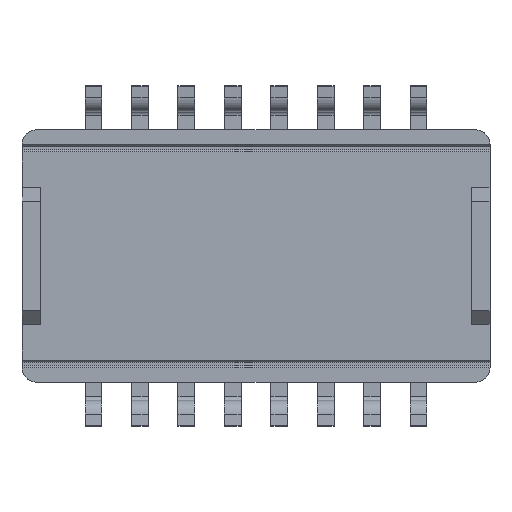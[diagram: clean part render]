
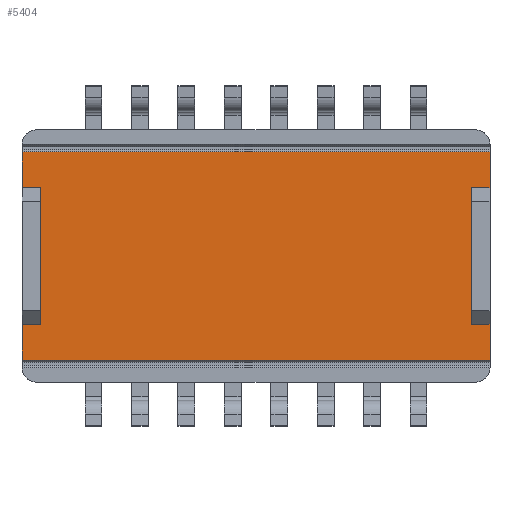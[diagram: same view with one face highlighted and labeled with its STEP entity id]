
A CAD part, front view. The second image highlights one B-rep face of the part: STEP entity #5404.
In plain terms, the highlighted planar face has unit normal (0, -1, 0).
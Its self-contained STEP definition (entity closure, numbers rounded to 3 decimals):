
#302 = DIRECTION ( 'NONE',  ( 0., 0., 1. ) ) ;
#314 = CARTESIAN_POINT ( 'NONE',  ( 6.4, 1.18, 1.873 ) ) ;
#453 = VECTOR ( 'NONE', #5333, 1000. ) ;
#533 = VERTEX_POINT ( 'NONE', #1222 ) ;
#701 = CARTESIAN_POINT ( 'NONE',  ( -6.4, 1.18, -1.873 ) ) ;
#829 = DIRECTION ( 'NONE',  ( 1., 0., 0. ) ) ;
#954 = PLANE ( 'NONE',  #1504 ) ;
#995 = FACE_OUTER_BOUND ( 'NONE', #2719, .T. ) ;
#1011 = EDGE_CURVE ( 'NONE', #6791, #5115, #2707, .T. ) ;
#1040 = DIRECTION ( 'NONE',  ( 0., 0., 1. ) ) ;
#1217 = CARTESIAN_POINT ( 'NONE',  ( -6.4, 1.18, 1.873 ) ) ;
#1218 = CARTESIAN_POINT ( 'NONE',  ( -6.4, 1.18, 2.85 ) ) ;
#1222 = CARTESIAN_POINT ( 'NONE',  ( 6.4, 1.18, -2.85 ) ) ;
#1378 = VECTOR ( 'NONE', #8379, 1000. ) ;
#1400 = CARTESIAN_POINT ( 'NONE',  ( 6.4, 1.18, 2.85 ) ) ;
#1502 = LINE ( 'NONE', #1217, #3236 ) ;
#1504 = AXIS2_PLACEMENT_3D ( 'NONE', #6893, #8169, #1040 ) ;
#1538 = EDGE_CURVE ( 'NONE', #533, #7294, #3336, .T. ) ;
#1594 = ORIENTED_EDGE ( 'NONE', *, *, #1011, .T. ) ;
#1650 = CARTESIAN_POINT ( 'NONE',  ( -6.4, 1.18, 2.85 ) ) ;
#1687 = CARTESIAN_POINT ( 'NONE',  ( -6.4, 1.18, -2.85 ) ) ;
#1730 = DIRECTION ( 'NONE',  ( 1., 0., 0. ) ) ;
#1848 = CARTESIAN_POINT ( 'NONE',  ( -5.9, 1.18, -2.85 ) ) ;
#1891 = VERTEX_POINT ( 'NONE', #8345 ) ;
#2073 = ORIENTED_EDGE ( 'NONE', *, *, #6138, .T. ) ;
#2145 = LINE ( 'NONE', #6088, #453 ) ;
#2152 = VERTEX_POINT ( 'NONE', #3443 ) ;
#2307 = EDGE_CURVE ( 'NONE', #3043, #5115, #5154, .T. ) ;
#2489 = LINE ( 'NONE', #1687, #3537 ) ;
#2707 = LINE ( 'NONE', #7656, #4990 ) ;
#2719 = EDGE_LOOP ( 'NONE', ( #4511, #6567, #7580, #5011, #2073, #4405, #7589, #3203, #5346, #1594, #7981, #6150 ) ) ;
#2860 = CARTESIAN_POINT ( 'NONE',  ( -6.4, 1.18, 2.85 ) ) ;
#2882 = LINE ( 'NONE', #7525, #6269 ) ;
#3043 = VERTEX_POINT ( 'NONE', #1218 ) ;
#3059 = EDGE_CURVE ( 'NONE', #2152, #7294, #8076, .T. ) ;
#3115 = LINE ( 'NONE', #1848, #1378 ) ;
#3139 = DIRECTION ( 'NONE',  ( 1., 0., 0. ) ) ;
#3203 = ORIENTED_EDGE ( 'NONE', *, *, #7508, .T. ) ;
#3236 = VECTOR ( 'NONE', #6357, 1000. ) ;
#3336 = LINE ( 'NONE', #6106, #4875 ) ;
#3443 = CARTESIAN_POINT ( 'NONE',  ( 5.9, 1.18, -1.873 ) ) ;
#3475 = CARTESIAN_POINT ( 'NONE',  ( -6.4, 1.18, -2.85 ) ) ;
#3537 = VECTOR ( 'NONE', #5522, 1000. ) ;
#3572 = VERTEX_POINT ( 'NONE', #8400 ) ;
#3761 = CARTESIAN_POINT ( 'NONE',  ( 5.9, 1.18, 1.873 ) ) ;
#4050 = CARTESIAN_POINT ( 'NONE',  ( 6.4, 1.18, -1.873 ) ) ;
#4303 = CARTESIAN_POINT ( 'NONE',  ( -6.4, 1.18, -2.85 ) ) ;
#4405 = ORIENTED_EDGE ( 'NONE', *, *, #1538, .T. ) ;
#4408 = DIRECTION ( 'NONE',  ( 0., 0., 1. ) ) ;
#4511 = ORIENTED_EDGE ( 'NONE', *, *, #5040, .T. ) ;
#4529 = VERTEX_POINT ( 'NONE', #6529 ) ;
#4565 = DIRECTION ( 'NONE',  ( 1., 0., 0. ) ) ;
#4875 = VECTOR ( 'NONE', #7416, 1000. ) ;
#4990 = VECTOR ( 'NONE', #4408, 1000. ) ;
#5011 = ORIENTED_EDGE ( 'NONE', *, *, #5392, .F. ) ;
#5039 = VECTOR ( 'NONE', #3139, 1000. ) ;
#5040 = EDGE_CURVE ( 'NONE', #1891, #4529, #1502, .T. ) ;
#5115 = VERTEX_POINT ( 'NONE', #1400 ) ;
#5154 = LINE ( 'NONE', #1650, #7380 ) ;
#5333 = DIRECTION ( 'NONE',  ( 1., 0., 0. ) ) ;
#5340 = LINE ( 'NONE', #5943, #5039 ) ;
#5346 = ORIENTED_EDGE ( 'NONE', *, *, #7659, .T. ) ;
#5392 = EDGE_CURVE ( 'NONE', #5525, #3572, #2489, .T. ) ;
#5404 = ADVANCED_FACE ( 'NONE', ( #995 ), #954, .F. ) ;
#5522 = DIRECTION ( 'NONE',  ( 0., 0., 1. ) ) ;
#5525 = VERTEX_POINT ( 'NONE', #4303 ) ;
#5767 = VERTEX_POINT ( 'NONE', #3761 ) ;
#5831 = EDGE_CURVE ( 'NONE', #4529, #7906, #3115, .T. ) ;
#5943 = CARTESIAN_POINT ( 'NONE',  ( -6.4, 1.18, 1.873 ) ) ;
#5968 = LINE ( 'NONE', #3475, #8007 ) ;
#6088 = CARTESIAN_POINT ( 'NONE',  ( -6.4, 1.18, -1.873 ) ) ;
#6106 = CARTESIAN_POINT ( 'NONE',  ( 6.4, 1.18, -2.85 ) ) ;
#6138 = EDGE_CURVE ( 'NONE', #5525, #533, #5968, .T. ) ;
#6145 = LINE ( 'NONE', #2860, #7569 ) ;
#6150 = ORIENTED_EDGE ( 'NONE', *, *, #7984, .F. ) ;
#6269 = VECTOR ( 'NONE', #8176, 1000. ) ;
#6357 = DIRECTION ( 'NONE',  ( 1., 0., 0. ) ) ;
#6529 = CARTESIAN_POINT ( 'NONE',  ( -5.9, 1.18, 1.873 ) ) ;
#6567 = ORIENTED_EDGE ( 'NONE', *, *, #5831, .T. ) ;
#6791 = VERTEX_POINT ( 'NONE', #314 ) ;
#6827 = CARTESIAN_POINT ( 'NONE',  ( -5.9, 1.18, -1.873 ) ) ;
#6893 = CARTESIAN_POINT ( 'NONE',  ( -6.4, 1.18, 2.85 ) ) ;
#7046 = VECTOR ( 'NONE', #4565, 1000. ) ;
#7294 = VERTEX_POINT ( 'NONE', #4050 ) ;
#7380 = VECTOR ( 'NONE', #1730, 1000. ) ;
#7416 = DIRECTION ( 'NONE',  ( 0., 0., 1. ) ) ;
#7508 = EDGE_CURVE ( 'NONE', #2152, #5767, #2882, .T. ) ;
#7525 = CARTESIAN_POINT ( 'NONE',  ( 5.9, 1.18, -2.85 ) ) ;
#7569 = VECTOR ( 'NONE', #302, 1000. ) ;
#7580 = ORIENTED_EDGE ( 'NONE', *, *, #8250, .F. ) ;
#7589 = ORIENTED_EDGE ( 'NONE', *, *, #3059, .F. ) ;
#7656 = CARTESIAN_POINT ( 'NONE',  ( 6.4, 1.18, 2.85 ) ) ;
#7659 = EDGE_CURVE ( 'NONE', #5767, #6791, #5340, .T. ) ;
#7906 = VERTEX_POINT ( 'NONE', #6827 ) ;
#7981 = ORIENTED_EDGE ( 'NONE', *, *, #2307, .F. ) ;
#7984 = EDGE_CURVE ( 'NONE', #1891, #3043, #6145, .T. ) ;
#8007 = VECTOR ( 'NONE', #829, 1000. ) ;
#8076 = LINE ( 'NONE', #701, #7046 ) ;
#8169 = DIRECTION ( 'NONE',  ( 0., 1., 0. ) ) ;
#8176 = DIRECTION ( 'NONE',  ( 0., 0., 1. ) ) ;
#8250 = EDGE_CURVE ( 'NONE', #3572, #7906, #2145, .T. ) ;
#8345 = CARTESIAN_POINT ( 'NONE',  ( -6.4, 1.18, 1.873 ) ) ;
#8379 = DIRECTION ( 'NONE',  ( 0., 0., -1. ) ) ;
#8400 = CARTESIAN_POINT ( 'NONE',  ( -6.4, 1.18, -1.873 ) ) ;
